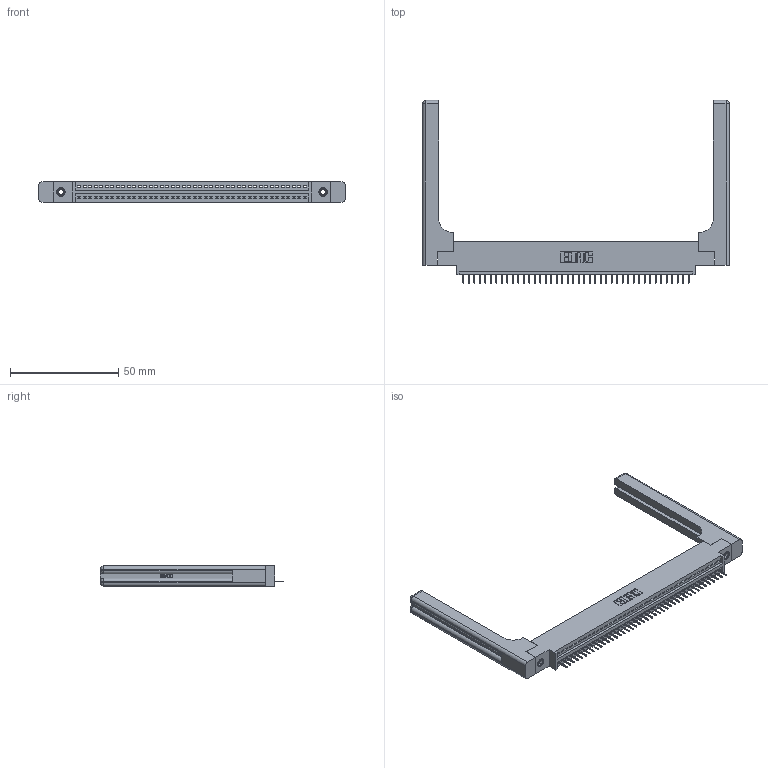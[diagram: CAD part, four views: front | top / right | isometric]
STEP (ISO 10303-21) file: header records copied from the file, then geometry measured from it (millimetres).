
FILE_DESCRIPTION (( 'STEP AP203' ), '1' );
FILE_NAME ('395-042-524-658.STEP', '2019-10-22T12:14:31', ( '' ), ( '' ), 'SwSTEP 2.0', 'SolidWorks 2016', '' );
FILE_SCHEMA (( 'CONFIG_CONTROL_DESIGN' ));
Length unit declared in the file: inch
Products named in the file (5): 395-042-524-658; 345-292-001_345-293-124; 345-250-001_345-250-001-102; 345-220-058_345-220-058; 345 Part_0.170 Offset - 0.156 Dia-TH
Assembly tree (47 placements, depth 2):
  395-042-524-658
    345 Part_0.170 Offset - 0.156 Dia-TH
    345-292-001_345-293-124  x42
    345-250-001_345-250-001-102  x2
    345-220-058_345-220-058  x2
Bounding box: 141.71 x 84.63 x 9.4 mm (x, y, z)
Volume: 21685.1 mm3; surface area: 22416.8 mm2
Topology: 47 solids, 47 shells, 2990 faces, 8579 edges, 5530 vertices
Faces by surface type: plane 2164, cylinder 766, bspline 36, cone 12, sphere 8, torus 4
Entity records: 36998 total; most frequent: CARTESIAN_POINT 7379, ORIENTED_EDGE 6152, DIRECTION 5392, EDGE_CURVE 3076, VECTOR 2688, LINE 2688, VERTEX_POINT 2038, AXIS2_PLACEMENT_3D 1352
